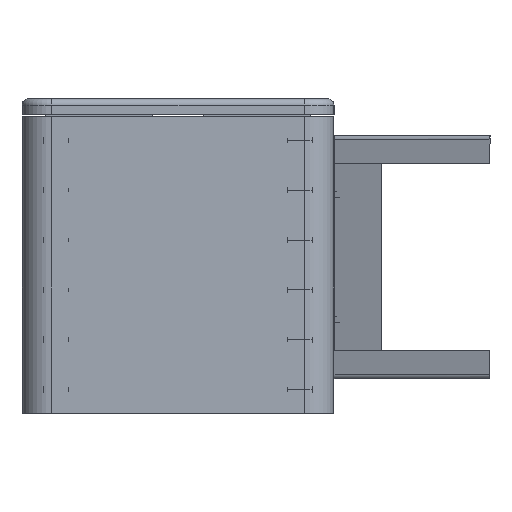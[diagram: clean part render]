
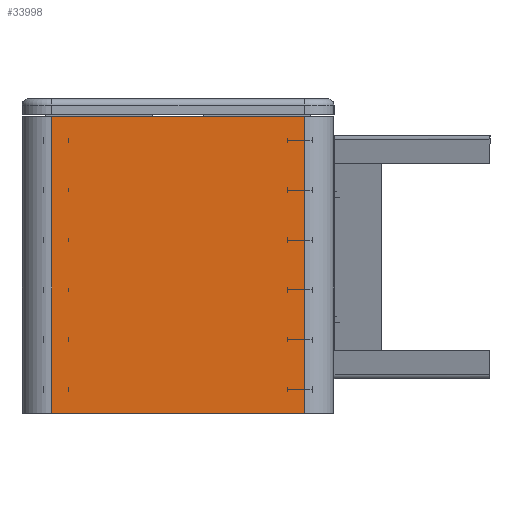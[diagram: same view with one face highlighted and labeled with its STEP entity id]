
A CAD part, left-side view. The second image highlights one B-rep face of the part: STEP entity #33998.
In plain terms, the highlighted planar face has unit normal (-1, 0, 0).
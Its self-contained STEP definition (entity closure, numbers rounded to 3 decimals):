
#302 = ORIENTED_EDGE ( 'NONE', *, *, #58573, .F. ) ;
#540 = VECTOR ( 'NONE', #76525, 1000. ) ;
#1038 = DIRECTION ( 'NONE',  ( 0., 0., -1. ) ) ;
#1451 = LINE ( 'NONE', #84830, #540 ) ;
#6234 = CARTESIAN_POINT ( 'NONE',  ( -900., -162., 380. ) ) ;
#10793 = DIRECTION ( 'NONE',  ( 0., -1., 0. ) ) ;
#12283 = ORIENTED_EDGE ( 'NONE', *, *, #58984, .F. ) ;
#14552 = DIRECTION ( 'NONE',  ( 1., 0., 0. ) ) ;
#16023 = CARTESIAN_POINT ( 'NONE',  ( -900., 162., 0. ) ) ;
#17723 = EDGE_CURVE ( 'NONE', #91172, #61903, #93602, .T. ) ;
#19813 = CARTESIAN_POINT ( 'NONE',  ( -900., -162., 380. ) ) ;
#22835 = PLANE ( 'NONE',  #51646 ) ;
#22881 = CARTESIAN_POINT ( 'NONE',  ( -900., -162., 380. ) ) ;
#23916 = ORIENTED_EDGE ( 'NONE', *, *, #51580, .T. ) ;
#28478 = CARTESIAN_POINT ( 'NONE',  ( -900., -162., 0. ) ) ;
#33998 = ADVANCED_FACE ( 'NONE', ( #72491 ), #22835, .F. ) ;
#43100 = CARTESIAN_POINT ( 'NONE',  ( -900., 162., 380. ) ) ;
#51580 = EDGE_CURVE ( 'NONE', #74496, #91172, #85101, .T. ) ;
#51646 = AXIS2_PLACEMENT_3D ( 'NONE', #6234, #14552, #65854 ) ;
#58573 = EDGE_CURVE ( 'NONE', #73473, #61903, #95403, .T. ) ;
#58984 = EDGE_CURVE ( 'NONE', #74496, #73473, #1451, .T. ) ;
#61903 = VERTEX_POINT ( 'NONE', #96014 ) ;
#65854 = DIRECTION ( 'NONE',  ( 0., 0., -1. ) ) ;
#72491 = FACE_OUTER_BOUND ( 'NONE', #108756, .T. ) ;
#73014 = CARTESIAN_POINT ( 'NONE',  ( -900., 162., 380. ) ) ;
#73473 = VERTEX_POINT ( 'NONE', #22881 ) ;
#74496 = VERTEX_POINT ( 'NONE', #73014 ) ;
#76525 = DIRECTION ( 'NONE',  ( 0., -1., 0. ) ) ;
#76792 = DIRECTION ( 'NONE',  ( 0., 0., -1. ) ) ;
#84442 = ORIENTED_EDGE ( 'NONE', *, *, #17723, .T. ) ;
#84830 = CARTESIAN_POINT ( 'NONE',  ( -900., -162., 380. ) ) ;
#85101 = LINE ( 'NONE', #43100, #100173 ) ;
#89546 = VECTOR ( 'NONE', #10793, 1000. ) ;
#91172 = VERTEX_POINT ( 'NONE', #16023 ) ;
#93602 = LINE ( 'NONE', #28478, #89546 ) ;
#95403 = LINE ( 'NONE', #19813, #102717 ) ;
#96014 = CARTESIAN_POINT ( 'NONE',  ( -900., -162., 0. ) ) ;
#100173 = VECTOR ( 'NONE', #76792, 1000. ) ;
#102717 = VECTOR ( 'NONE', #1038, 1000. ) ;
#108756 = EDGE_LOOP ( 'NONE', ( #84442, #302, #12283, #23916 ) ) ;
